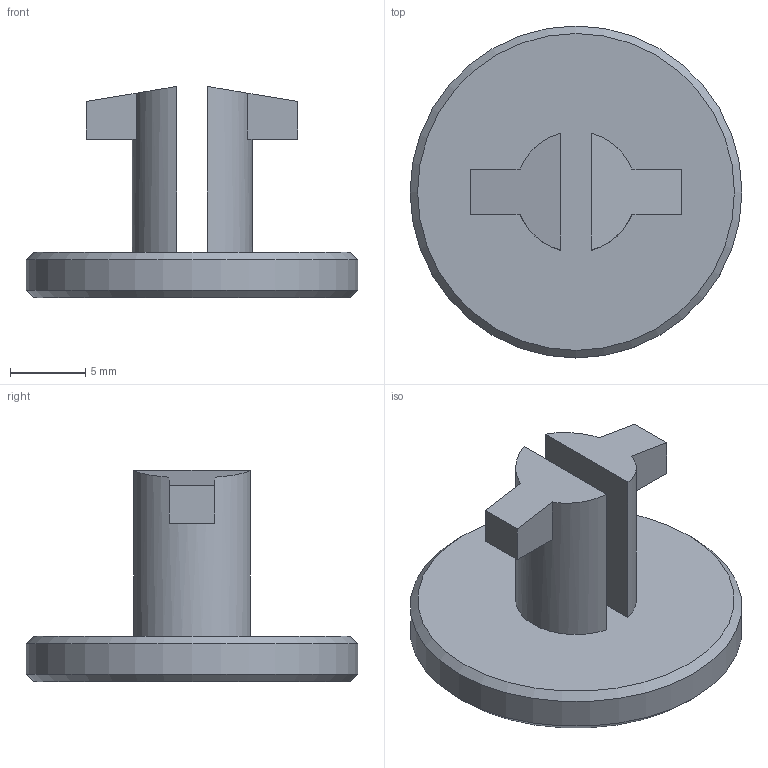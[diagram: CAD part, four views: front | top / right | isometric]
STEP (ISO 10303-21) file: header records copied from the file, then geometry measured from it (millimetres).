
FILE_DESCRIPTION(('Open CASCADE Model'),'2;1');
FILE_NAME('Open CASCADE Shape Model','2023-11-14T10:48:18',('Author'),( 'Open CASCADE'),'Open CASCADE STEP processor 7.7','Open CASCADE 7.7' ,'Unknown');
FILE_SCHEMA(('AUTOMOTIVE_DESIGN { 1 0 10303 214 1 1 1 1 }'));
Length unit declared in the file: millimetre
Products named in the file (1): Open CASCADE STEP translator 7.7 1
Bounding box: 22 x 22 x 14 mm (x, y, z)
Volume: 1486.2 mm3; surface area: 1460.9 mm2
Topology: 1 solids, 1 shells, 24 faces, 55 edges, 36 vertices
Faces by surface type: plane 19, cylinder 3, cone 2
Full cylindrical faces by diameter (mm): 22 x1
Entity records: 1405 total; most frequent: CARTESIAN_POINT 304, DIRECTION 192, LINE 111, VECTOR 111, ORIENTED_EDGE 110, PCURVE 110, DEFINITIONAL_REPRESENTATION 110, EDGE_CURVE 55
